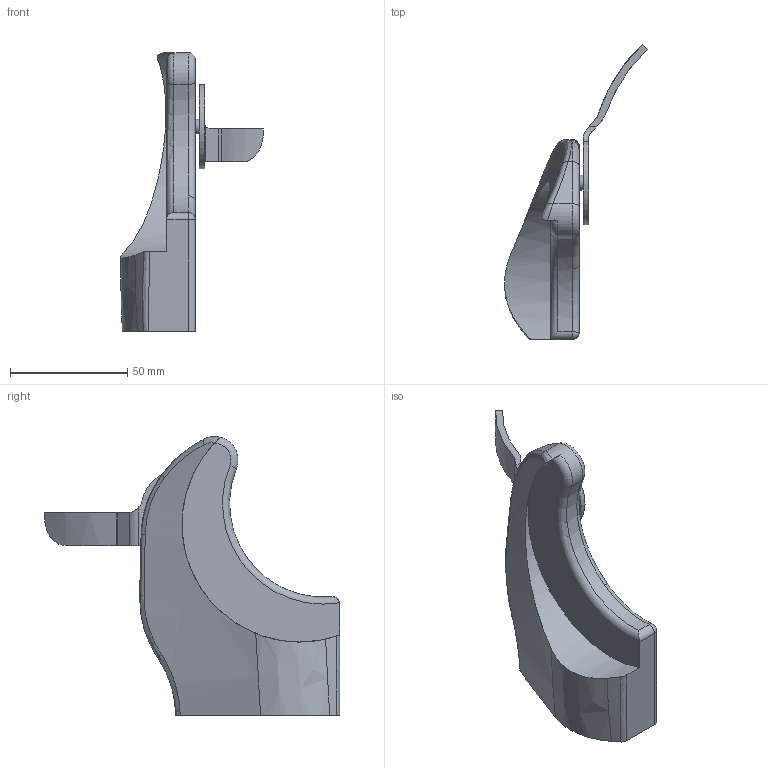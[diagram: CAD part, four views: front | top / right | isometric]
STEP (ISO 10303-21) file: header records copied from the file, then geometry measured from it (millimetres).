
FILE_DESCRIPTION(/* description */ (''),/* implementation_level */ '2;1');
FILE_NAME(/* name */ 'LSVE-Side Left Back.step',/* time_stamp */ '2020-10-28T09:15:14-05:00',/* author */ (''),/* organization */ (''),/* preprocessor_version */ 'ST-DEVELOPER v18.1',/* originating_system */ 'Autodesk Translation Framework v9.3.0.1241',/* authorisation */ '');
FILE_SCHEMA (('AUTOMOTIVE_DESIGN { 1 0 10303 214 3 1 1 }'));
Length unit declared in the file: millimetre
Products named in the file (1): Side Left (1)
Bounding box: 61.04 x 126.11 x 119.2 mm (x, y, z)
Volume: 37562.9 mm3; surface area: 37428.6 mm2
Topology: 1 solids, 1 shells, 98 faces, 241 edges, 148 vertices
Faces by surface type: bspline 36, cylinder 28, plane 16, torus 16, sphere 2
Full cylindrical faces by diameter (mm): 6.35 x1
Entity records: 3907 total; most frequent: CARTESIAN_POINT 1796, ORIENTED_EDGE 482, DIRECTION 354, EDGE_CURVE 241, AXIS2_PLACEMENT_3D 151, VERTEX_POINT 148, EDGE_LOOP 101, B_SPLINE_CURVE_WITH_KNOTS 101
